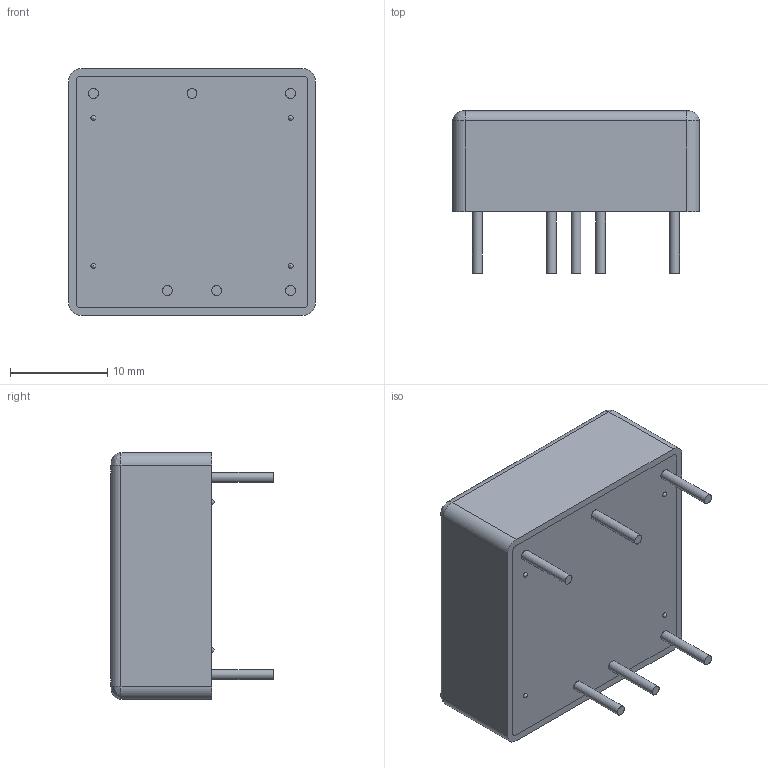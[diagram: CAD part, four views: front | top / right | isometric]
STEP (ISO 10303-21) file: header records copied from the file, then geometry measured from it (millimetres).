
FILE_DESCRIPTION(/* description */ ('STEP AP214'),/* implementation_level */ '2;1');
FILE_NAME(/* name */ 'JCM3012D152.stp',/* time_stamp */ '2023-10-17T14:42:08-03:00',/* author */ ('rogerio.marcondeli'),/* organization */ (''),/* preprocessor_version */ 'ST-DEVELOPER v18.1',/* originating_system */ 'Autodesk Inventor 2022',/* authorisation */ '');
FILE_SCHEMA (('AUTOMOTIVE_DESIGN { 1 0 10303 214 3 1 1 }'));
Length unit declared in the file: inch
Products named in the file (1): JCM3012D15
Bounding box: 25.4 x 16.76 x 25.4 mm (x, y, z)
Volume: 6707.4 mm3; surface area: 4714.3 mm2
Topology: 9 solids, 9 shells, 941 faces, 2515 edges, 1674 vertices
Faces by surface type: plane 544, bspline 367, cylinder 26, sphere 4
Full cylindrical faces by diameter (mm): 1.016 x6
Entity records: 32256 total; most frequent: CARTESIAN_POINT 10979, ORIENTED_EDGE 5022, DIRECTION 2999, EDGE_CURVE 2511, LINE 1721, VECTOR 1721, VERTEX_POINT 1674, EDGE_LOOP 1027
